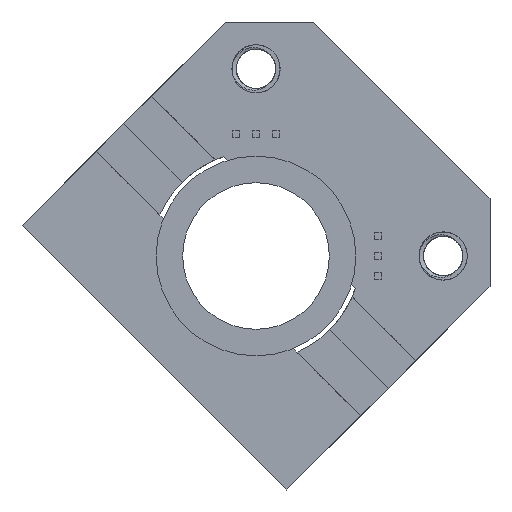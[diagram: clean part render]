
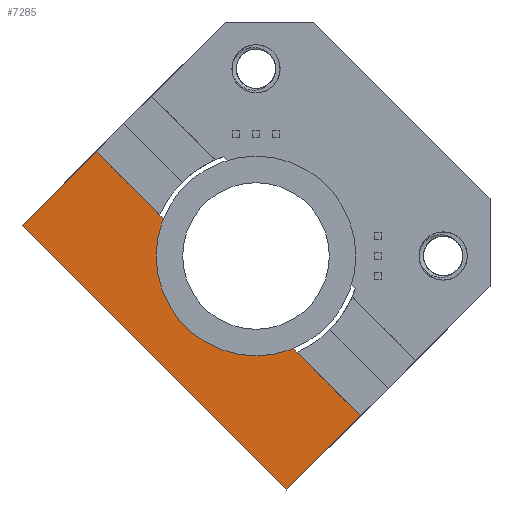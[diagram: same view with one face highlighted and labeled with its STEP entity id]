
A CAD part, front view. The second image highlights one B-rep face of the part: STEP entity #7285.
In plain terms, the highlighted planar face has unit normal (0, -1, 0).
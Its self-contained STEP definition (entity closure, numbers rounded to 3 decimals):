
#206=PLANE('',#7731);
#513=FACE_OUTER_BOUND('',#933,.T.);
#933=EDGE_LOOP('',(#5687,#5688,#5689,#5690,#5691,#5692,#5693,#5694));
#1228=CIRCLE('',#7732,6.2);
#1927=LINE('',#16544,#2515);
#1931=LINE('',#17243,#2519);
#1944=LINE('',#17280,#2532);
#1949=LINE('',#17291,#2537);
#1950=LINE('',#17294,#2538);
#1951=LINE('',#17296,#2539);
#1952=LINE('',#17297,#2540);
#2515=VECTOR('',#8635,10.);
#2519=VECTOR('',#8643,10.);
#2532=VECTOR('',#8674,10.);
#2537=VECTOR('',#8685,10.);
#2538=VECTOR('',#8688,10.);
#2539=VECTOR('',#8689,10.);
#2540=VECTOR('',#8690,10.);
#3191=VERTEX_POINT('',#16542);
#3192=VERTEX_POINT('',#16543);
#3195=VERTEX_POINT('',#17241);
#3196=VERTEX_POINT('',#17242);
#3211=VERTEX_POINT('',#17279);
#3214=VERTEX_POINT('',#17290);
#3215=VERTEX_POINT('',#17292);
#3216=VERTEX_POINT('',#17295);
#4075=EDGE_CURVE('',#3191,#3192,#1927,.T.);
#4087=EDGE_CURVE('',#3195,#3196,#1931,.T.);
#4104=EDGE_CURVE('',#3211,#3191,#1944,.T.);
#4110=EDGE_CURVE('',#3192,#3214,#1949,.T.);
#4111=EDGE_CURVE('',#3214,#3215,#1228,.T.);
#4112=EDGE_CURVE('',#3215,#3195,#1950,.T.);
#4113=EDGE_CURVE('',#3196,#3216,#1951,.T.);
#4114=EDGE_CURVE('',#3216,#3211,#1952,.T.);
#5687=ORIENTED_EDGE('',*,*,#4075,.T.);
#5688=ORIENTED_EDGE('',*,*,#4110,.T.);
#5689=ORIENTED_EDGE('',*,*,#4111,.T.);
#5690=ORIENTED_EDGE('',*,*,#4112,.T.);
#5691=ORIENTED_EDGE('',*,*,#4087,.T.);
#5692=ORIENTED_EDGE('',*,*,#4113,.T.);
#5693=ORIENTED_EDGE('',*,*,#4114,.T.);
#5694=ORIENTED_EDGE('',*,*,#4104,.T.);
#7285=ADVANCED_FACE('',(#513),#206,.F.);
#7731=AXIS2_PLACEMENT_3D('',#17289,#8683,#8684);
#7732=AXIS2_PLACEMENT_3D('',#17293,#8686,#8687);
#8635=DIRECTION('',(-0.707,0.,0.707));
#8643=DIRECTION('',(-0.707,0.,0.707));
#8674=DIRECTION('',(0.707,0.,0.707));
#8683=DIRECTION('center_axis',(0.,1.,0.));
#8684=DIRECTION('ref_axis',(1.,0.,0.));
#8685=DIRECTION('',(-0.707,0.,0.707));
#8686=DIRECTION('center_axis',(0.,1.,0.));
#8687=DIRECTION('ref_axis',(1.,0.,0.));
#8688=DIRECTION('',(-0.707,0.,0.707));
#8689=DIRECTION('',(-0.707,0.,-0.707));
#8690=DIRECTION('',(0.707,0.,-0.707));
#16542=CARTESIAN_POINT('',(6.718,-5.,-10.253));
#16543=CARTESIAN_POINT('',(2.628,-5.,-6.163));
#16544=CARTESIAN_POINT('',(0.43,-5.,-3.965));
#17241=CARTESIAN_POINT('',(-6.163,-5.,2.628));
#17242=CARTESIAN_POINT('',(-10.253,-5.,6.718));
#17243=CARTESIAN_POINT('',(-6.01,-5.,2.475));
#17279=CARTESIAN_POINT('',(1.971,-5.,-15.));
#17280=CARTESIAN_POINT('',(6.515,-5.,-10.456));
#17289=CARTESIAN_POINT('Origin',(-3.257,-5.,-3.257));
#17290=CARTESIAN_POINT('',(2.244,-5.,-5.78));
#17291=CARTESIAN_POINT('',(-10.253,-5.,6.718));
#17292=CARTESIAN_POINT('',(-5.78,-5.,2.244));
#17293=CARTESIAN_POINT('Origin',(0.,-5.,0.));
#17294=CARTESIAN_POINT('',(-10.253,-5.,6.718));
#17295=CARTESIAN_POINT('',(-15.,-5.,1.971));
#17296=CARTESIAN_POINT('',(-10.082,-5.,6.889));
#17297=CARTESIAN_POINT('',(1.971,-5.,-15.));
